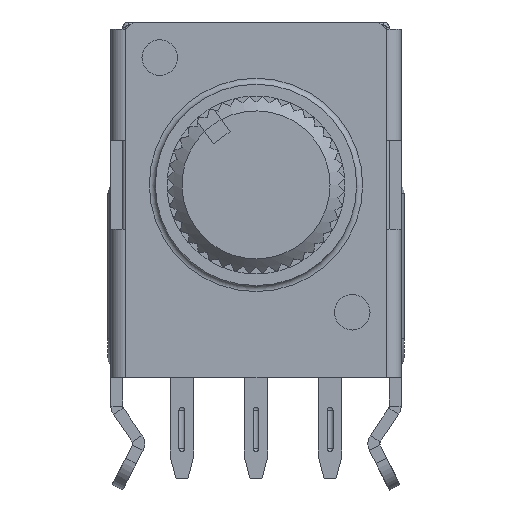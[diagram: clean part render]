
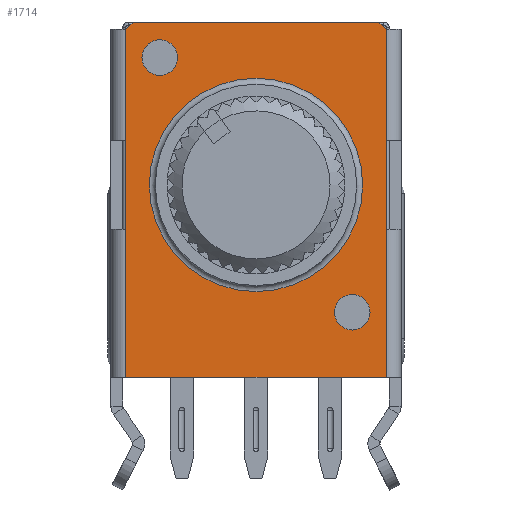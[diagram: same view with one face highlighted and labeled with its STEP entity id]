
A CAD part, front view. The second image highlights one B-rep face of the part: STEP entity #1714.
In plain terms, the highlighted planar face has unit normal (0, -1, 0).
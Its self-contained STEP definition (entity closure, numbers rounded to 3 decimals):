
#1714=ADVANCED_FACE('',(#5755,#5757,#5759,#5761),#5763,.T.);
#5755=FACE_BOUND('',#5756,.T.);
#5756=EDGE_LOOP('',(#8844,#8845,#8846,#8847,#8848,#8849,#8850,#8851,#8852,#8853));
#5757=FACE_BOUND('',#5758,.T.);
#5758=EDGE_LOOP('',(#8854));
#5759=FACE_BOUND('',#5760,.T.);
#5760=EDGE_LOOP('',(#8855));
#5761=FACE_BOUND('',#5762,.T.);
#5762=EDGE_LOOP('',(#8856));
#5763=PLANE('',#5764);
#5764=AXIS2_PLACEMENT_3D('',#5765,#5766,#5767);
#5765=CARTESIAN_POINT('',(0.,-3.7,0.));
#5766=DIRECTION('',(0.,-1.,0.));
#5767=DIRECTION('',(1.,0.,0.));
#8844=ORIENTED_EDGE('',*,*,#10559,.T.);
#8845=ORIENTED_EDGE('',*,*,#10599,.T.);
#8846=ORIENTED_EDGE('',*,*,#10557,.T.);
#8847=ORIENTED_EDGE('',*,*,#10549,.T.);
#8848=ORIENTED_EDGE('',*,*,#10558,.T.);
#8849=ORIENTED_EDGE('',*,*,#10548,.T.);
#8850=ORIENTED_EDGE('',*,*,#10570,.T.);
#8851=ORIENTED_EDGE('',*,*,#10568,.T.);
#8852=ORIENTED_EDGE('',*,*,#10566,.T.);
#8853=ORIENTED_EDGE('',*,*,#10600,.T.);
#8854=ORIENTED_EDGE('',*,*,#10574,.T.);
#8855=ORIENTED_EDGE('',*,*,#10575,.T.);
#8856=ORIENTED_EDGE('',*,*,#10601,.F.);
#10548=EDGE_CURVE('',#11855,#11858,#11901,.T.);
#10549=EDGE_CURVE('',#11829,#11832,#11902,.T.);
#10557=EDGE_CURVE('',#11911,#11829,#11913,.T.);
#10558=EDGE_CURVE('',#11832,#11855,#11914,.F.);
#10559=EDGE_CURVE('',#11915,#11916,#11917,.F.);
#10566=EDGE_CURVE('',#11927,#11925,#11928,.T.);
#10568=EDGE_CURVE('',#11930,#11927,#11931,.T.);
#10570=EDGE_CURVE('',#11858,#11930,#11933,.T.);
#10574=EDGE_CURVE('',#11939,#11939,#11940,.F.);
#10575=EDGE_CURVE('',#11941,#11941,#11942,.F.);
#10599=EDGE_CURVE('',#11916,#11911,#11977,.T.);
#10600=EDGE_CURVE('',#11925,#11915,#11978,.T.);
#10601=EDGE_CURVE('',#11979,#11979,#11980,.T.);
#11829=VERTEX_POINT('',#14402);
#11832=VERTEX_POINT('',#14410);
#11855=VERTEX_POINT('',#14463);
#11858=VERTEX_POINT('',#14471);
#11901=LINE('',#14577,#14578);
#11902=LINE('',#14580,#14581);
#11911=VERTEX_POINT('',#14609);
#11913=LINE('',#14613,#14614);
#11914=LINE('',#14616,#14617);
#11915=VERTEX_POINT('',#14619);
#11916=VERTEX_POINT('',#14620);
#11917=LINE('',#14621,#14622);
#11925=VERTEX_POINT('',#14643);
#11927=VERTEX_POINT('',#14647);
#11928=LINE('',#14648,#14649);
#11930=VERTEX_POINT('',#14654);
#11931=LINE('',#14655,#14656);
#11933=LINE('',#14661,#14662);
#11939=VERTEX_POINT('',#14677);
#11940=CIRCLE('',#14678,0.6);
#11941=VERTEX_POINT('',#14682);
#11942=CIRCLE('',#14683,0.6);
#11977=LINE('',#14777,#14778);
#11978=LINE('',#14780,#14781);
#11979=VERTEX_POINT('',#14783);
#11980=CIRCLE('',#14784,3.6);
#14402=CARTESIAN_POINT('',(4.4,-3.7,0.));
#14410=CARTESIAN_POINT('',(4.4,-3.7,5.));
#14463=CARTESIAN_POINT('',(4.4,-3.7,8.));
#14471=CARTESIAN_POINT('',(4.4,-3.7,11.75));
#14577=CARTESIAN_POINT('',(4.4,-3.7,8.));
#14578=VECTOR('',#14579,1.);
#14579=DIRECTION('',(0.,0.,1.));
#14580=CARTESIAN_POINT('',(4.4,-3.7,0.));
#14581=VECTOR('',#14582,1.);
#14582=DIRECTION('',(0.,0.,1.));
#14609=CARTESIAN_POINT('',(-4.4,-3.7,0.));
#14613=CARTESIAN_POINT('',(-4.4,-3.7,0.));
#14614=VECTOR('',#14615,1.);
#14615=DIRECTION('',(1.,0.,0.));
#14616=CARTESIAN_POINT('',(4.4,-3.7,8.));
#14617=VECTOR('',#14618,1.);
#14618=DIRECTION('',(0.,0.,-1.));
#14619=CARTESIAN_POINT('',(-4.4,-3.7,8.));
#14620=CARTESIAN_POINT('',(-4.4,-3.7,5.));
#14621=CARTESIAN_POINT('',(-4.4,-3.7,5.));
#14622=VECTOR('',#14623,1.);
#14623=DIRECTION('',(0.,0.,1.));
#14643=CARTESIAN_POINT('',(-4.4,-3.7,11.75));
#14647=CARTESIAN_POINT('',(-4.15,-3.7,12.));
#14648=CARTESIAN_POINT('',(-4.15,-3.7,12.));
#14649=VECTOR('',#14650,1.);
#14650=DIRECTION('',(-0.707,0.,-0.707));
#14654=CARTESIAN_POINT('',(4.15,-3.7,12.));
#14655=CARTESIAN_POINT('',(4.15,-3.7,12.));
#14656=VECTOR('',#14657,1.);
#14657=DIRECTION('',(-1.,0.,0.));
#14661=CARTESIAN_POINT('',(4.4,-3.7,11.75));
#14662=VECTOR('',#14663,1.);
#14663=DIRECTION('',(-0.707,0.,0.707));
#14677=CARTESIAN_POINT('',(3.85,-3.7,2.2));
#14678=AXIS2_PLACEMENT_3D('',#14679,#14680,#14681);
#14679=CARTESIAN_POINT('',(3.25,-3.7,2.2));
#14680=DIRECTION('',(0.,-1.,0.));
#14681=DIRECTION('',(1.,0.,0.));
#14682=CARTESIAN_POINT('',(-2.65,-3.7,10.8));
#14683=AXIS2_PLACEMENT_3D('',#14684,#14685,#14686);
#14684=CARTESIAN_POINT('',(-3.25,-3.7,10.8));
#14685=DIRECTION('',(0.,-1.,0.));
#14686=DIRECTION('',(1.,0.,0.));
#14777=CARTESIAN_POINT('',(-4.4,-3.7,5.));
#14778=VECTOR('',#14779,1.);
#14779=DIRECTION('',(0.,0.,-1.));
#14780=CARTESIAN_POINT('',(-4.4,-3.7,11.75));
#14781=VECTOR('',#14782,1.);
#14782=DIRECTION('',(0.,0.,-1.));
#14783=CARTESIAN_POINT('',(3.6,-3.7,6.5));
#14784=AXIS2_PLACEMENT_3D('',#14785,#14786,#14787);
#14785=CARTESIAN_POINT('',(0.,-3.7,6.5));
#14786=DIRECTION('',(0.,-1.,0.));
#14787=DIRECTION('',(1.,0.,0.));
